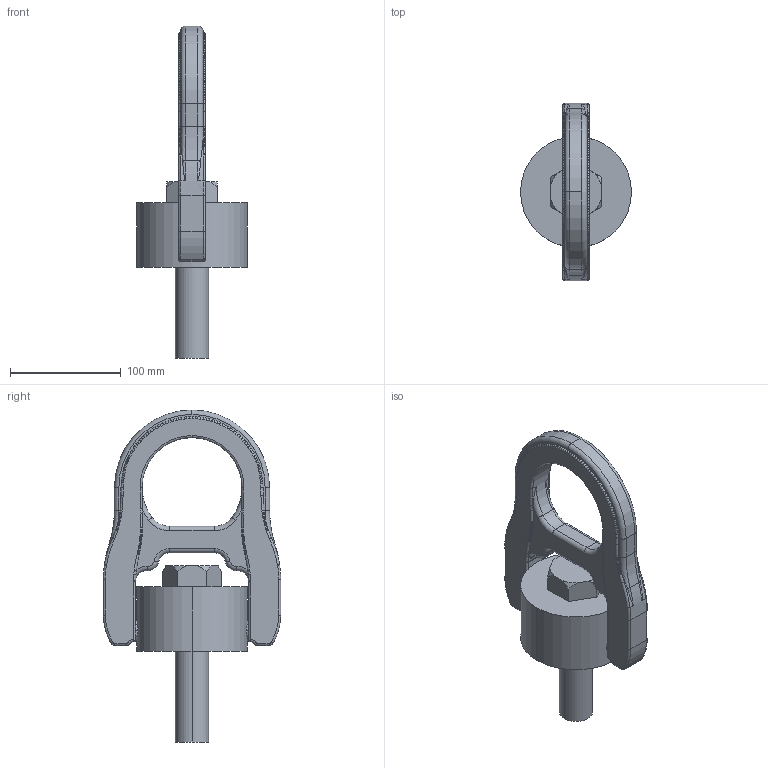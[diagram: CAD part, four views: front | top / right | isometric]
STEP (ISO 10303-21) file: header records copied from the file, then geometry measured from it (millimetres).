
FILE_DESCRIPTION(('CATIA V5 STEP Exchange'),'2;1');
FILE_NAME('8-203-070.stp','2015-11-12T06:29:47+00:00',('none'),('none'),'CATIA Version 5 Release 21 GA (IN-10)','CATIA V5 STEP AP203','none');
FILE_SCHEMA(('CONFIG_CONTROL_DESIGN'));
Length unit declared in the file: millimetre
Products named in the file (1): Part3
Bounding box: 100 x 160 x 299.51 mm (x, y, z)
Volume: 897287 mm3; surface area: 96591.9 mm2
Topology: 1 solids, 1 shells, 953 faces, 2379 edges, 1428 vertices
Faces by surface type: cylinder 453, plane 409, torus 77, bspline 8, cone 6
Entity records: 28753 total; most frequent: CARTESIAN_POINT 8367, ORIENTED_EDGE 4758, DIRECTION 3259, EDGE_CURVE 2379, VECTOR 1577, LINE 1577, VERTEX_POINT 1428, EDGE_LOOP 957
